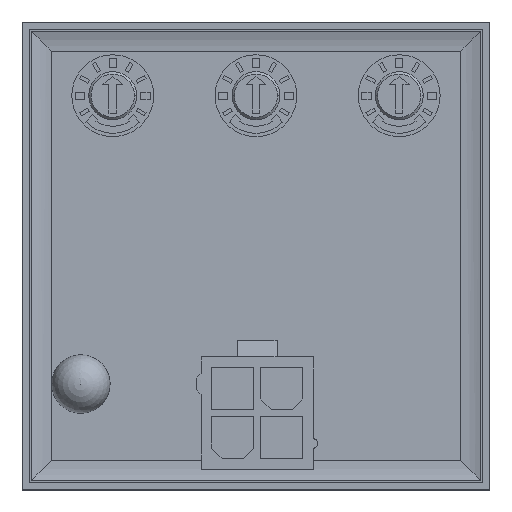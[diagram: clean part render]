
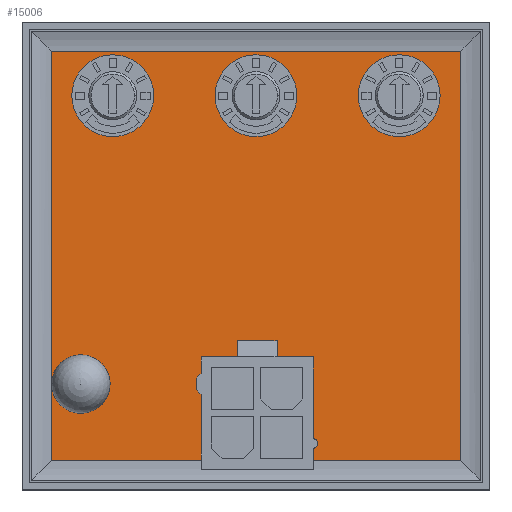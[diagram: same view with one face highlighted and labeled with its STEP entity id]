
A CAD part, top view. The second image highlights one B-rep face of the part: STEP entity #15006.
In plain terms, the highlighted planar face has unit normal (0, 0, 1).
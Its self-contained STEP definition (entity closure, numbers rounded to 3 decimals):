
#466 = ORIENTED_EDGE ( 'NONE', *, *, #13283, .F. ) ;
#471 = DIRECTION ( 'NONE',  ( 0., 0., 1. ) ) ;
#631 = EDGE_CURVE ( 'NONE', #16194, #4262, #17056, .T. ) ;
#761 = CARTESIAN_POINT ( 'NONE',  ( -6.693, -8.068, 46.2 ) ) ;
#949 = VECTOR ( 'NONE', #6338, 1000. ) ;
#1167 = LINE ( 'NONE', #5178, #11700 ) ;
#1490 = CARTESIAN_POINT ( 'NONE',  ( -6.693, -8.068, 46.2 ) ) ;
#1798 = CARTESIAN_POINT ( 'NONE',  ( 14.997, -16.477, 46.2 ) ) ;
#1978 = DIRECTION ( 'NONE',  ( 0., -1., 0. ) ) ;
#2126 = DIRECTION ( 'NONE',  ( 0., -1., 0. ) ) ;
#2168 = CARTESIAN_POINT ( 'NONE',  ( 14.997, 20.217, 46.2 ) ) ;
#2268 = VECTOR ( 'NONE', #1978, 1000. ) ;
#2871 = VECTOR ( 'NONE', #4143, 1000. ) ;
#2872 = VECTOR ( 'NONE', #13538, 1000. ) ;
#2960 = DIRECTION ( 'NONE',  ( -1., 0., 0. ) ) ;
#2961 = EDGE_CURVE ( 'NONE', #5510, #16559, #4580, .T. ) ;
#3428 = ORIENTED_EDGE ( 'NONE', *, *, #631, .T. ) ;
#3500 = ORIENTED_EDGE ( 'NONE', *, *, #8737, .T. ) ;
#3591 = CARTESIAN_POINT ( 'NONE',  ( 1.963, -16.477, 46.2 ) ) ;
#3732 = EDGE_LOOP ( 'NONE', ( #7169, #15264, #466, #15150, #15892, #3500, #14523, #3428 ) ) ;
#4002 = EDGE_CURVE ( 'NONE', #7560, #10112, #13735, .T. ) ;
#4134 = CARTESIAN_POINT ( 'NONE',  ( -6.693, -16.477, 46.2 ) ) ;
#4143 = DIRECTION ( 'NONE',  ( -1., 0., 0. ) ) ;
#4262 = VERTEX_POINT ( 'NONE', #4134 ) ;
#4580 = LINE ( 'NONE', #2168, #949 ) ;
#4657 = VERTEX_POINT ( 'NONE', #3591 ) ;
#5178 = CARTESIAN_POINT ( 'NONE',  ( 16.703, -16.477, 46.2 ) ) ;
#5509 = CARTESIAN_POINT ( 'NONE',  ( 1.963, -8.068, 46.2 ) ) ;
#5510 = VERTEX_POINT ( 'NONE', #1798 ) ;
#5930 = LINE ( 'NONE', #761, #12801 ) ;
#6104 = CARTESIAN_POINT ( 'NONE',  ( -19.991, 18.512, 46.2 ) ) ;
#6141 = FACE_OUTER_BOUND ( 'NONE', #3732, .T. ) ;
#6338 = DIRECTION ( 'NONE',  ( 0., 1., 0. ) ) ;
#6468 = CARTESIAN_POINT ( 'NONE',  ( 1.963, -8.068, 46.2 ) ) ;
#7105 = CARTESIAN_POINT ( 'NONE',  ( -19.991, -18.183, 46.2 ) ) ;
#7169 = ORIENTED_EDGE ( 'NONE', *, *, #15183, .F. ) ;
#7238 = LINE ( 'NONE', #6468, #10897 ) ;
#7560 = VERTEX_POINT ( 'NONE', #5509 ) ;
#7782 = VERTEX_POINT ( 'NONE', #6104 ) ;
#8069 = CARTESIAN_POINT ( 'NONE',  ( 16.703, -16.477, 46.2 ) ) ;
#8602 = EDGE_CURVE ( 'NONE', #4657, #5510, #1167, .T. ) ;
#8700 = CARTESIAN_POINT ( 'NONE',  ( -21.897, -18.383, 46.2 ) ) ;
#8737 = EDGE_CURVE ( 'NONE', #16559, #7782, #10645, .T. ) ;
#10095 = DIRECTION ( 'NONE',  ( 1., 0., 0. ) ) ;
#10112 = VERTEX_POINT ( 'NONE', #1490 ) ;
#10645 = LINE ( 'NONE', #13771, #2871 ) ;
#10897 = VECTOR ( 'NONE', #14622, 1000. ) ;
#11135 = CARTESIAN_POINT ( 'NONE',  ( -19.991, -16.477, 46.2 ) ) ;
#11428 = PLANE ( 'NONE',  #14331 ) ;
#11700 = VECTOR ( 'NONE', #13405, 1000. ) ;
#12801 = VECTOR ( 'NONE', #2126, 1000. ) ;
#13283 = EDGE_CURVE ( 'NONE', #4657, #7560, #7238, .T. ) ;
#13298 = VECTOR ( 'NONE', #2960, 1000. ) ;
#13405 = DIRECTION ( 'NONE',  ( 1., 0., 0. ) ) ;
#13538 = DIRECTION ( 'NONE',  ( 1., 0., 0. ) ) ;
#13735 = LINE ( 'NONE', #15335, #13298 ) ;
#13771 = CARTESIAN_POINT ( 'NONE',  ( -21.697, 18.512, 46.2 ) ) ;
#14331 = AXIS2_PLACEMENT_3D ( 'NONE', #8700, #471, #10095 ) ;
#14523 = ORIENTED_EDGE ( 'NONE', *, *, #16302, .T. ) ;
#14622 = DIRECTION ( 'NONE',  ( 0., 1., 0. ) ) ;
#15006 = ADVANCED_FACE ( 'NONE', ( #6141 ), #11428, .T. ) ;
#15150 = ORIENTED_EDGE ( 'NONE', *, *, #8602, .T. ) ;
#15183 = EDGE_CURVE ( 'NONE', #10112, #4262, #5930, .T. ) ;
#15264 = ORIENTED_EDGE ( 'NONE', *, *, #4002, .F. ) ;
#15335 = CARTESIAN_POINT ( 'NONE',  ( -6.693, -8.068, 46.2 ) ) ;
#15892 = ORIENTED_EDGE ( 'NONE', *, *, #2961, .T. ) ;
#16132 = CARTESIAN_POINT ( 'NONE',  ( 14.997, 18.512, 46.2 ) ) ;
#16194 = VERTEX_POINT ( 'NONE', #11135 ) ;
#16302 = EDGE_CURVE ( 'NONE', #7782, #16194, #16897, .T. ) ;
#16559 = VERTEX_POINT ( 'NONE', #16132 ) ;
#16897 = LINE ( 'NONE', #7105, #2268 ) ;
#17056 = LINE ( 'NONE', #8069, #2872 ) ;
